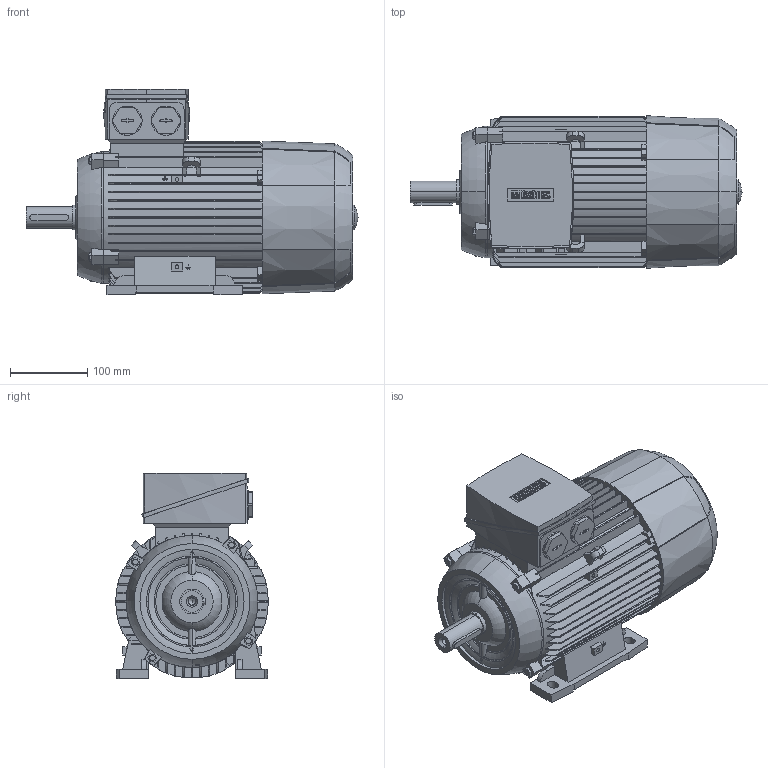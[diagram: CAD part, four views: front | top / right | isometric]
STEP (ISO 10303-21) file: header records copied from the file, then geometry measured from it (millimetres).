
FILE_DESCRIPTION(('STEP AP214'),'1');
FILE_NAME('cctmp_021F9963-9904-4688-8F93-06129341390D_2024_08_09_21_20_17_0352..stp','2024-08-09T21:20:18',('SIEMENS A&D'),('CADClick - www.CADClick.com'),'Spatial InterOp 3D',' ','unknown authorization');
FILE_SCHEMA(('AUTOMOTIVE_DESIGN'));
Length unit declared in the file: millimetre
Products named in the file (1): 2024_08_09_21_20_17_0331
Bounding box: 430.5 x 198 x 266 mm (x, y, z)
Volume: 10412493.7 mm3; surface area: 563497.2 mm2
Topology: 1 solids, 1 shells, 1058 faces, 2987 edges, 1977 vertices
Faces by surface type: plane 683, cylinder 225, torus 124, cone 26
Entity records: 47619 total; most frequent: CARTESIAN_POINT 11839, ORIENTED_EDGE 5966, DIRECTION 5416, EDGE_CURVE 2983, VERTEX_POINT 1977, LINE 1878, VECTOR 1878, AXIS2_PLACEMENT_3D 1769
